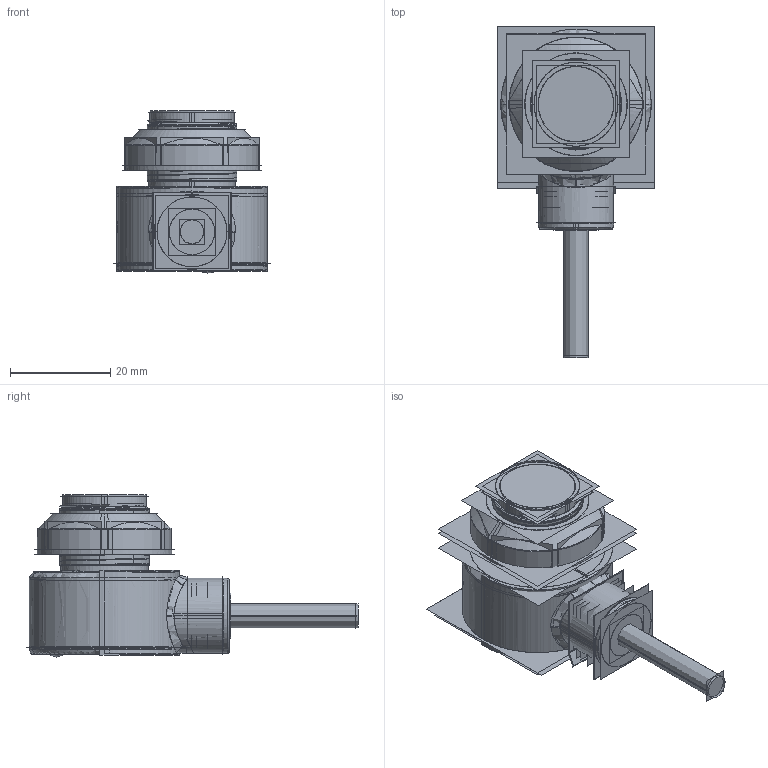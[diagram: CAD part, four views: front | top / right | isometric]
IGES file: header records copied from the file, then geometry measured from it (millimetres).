
Start section:  PTC IGES file: 199026.igs
Global section: file name: 199026.igs; native system: Creo Parametric by PTC Inc.; preprocessor: 2016260; author: pdmadmin; organization: Unknown; date: 20181015.081253; units: millimetre
Bounding box: 31.2 x 66.13 x 32.3 mm (x, y, z)
Volume: 18882.3 mm3; surface area: 75853.9 mm2
Topology: 6 solids, 10 shells, 424 faces, 2146 edges, 2695 vertices
Faces by surface type: bspline 224, revolution 200
